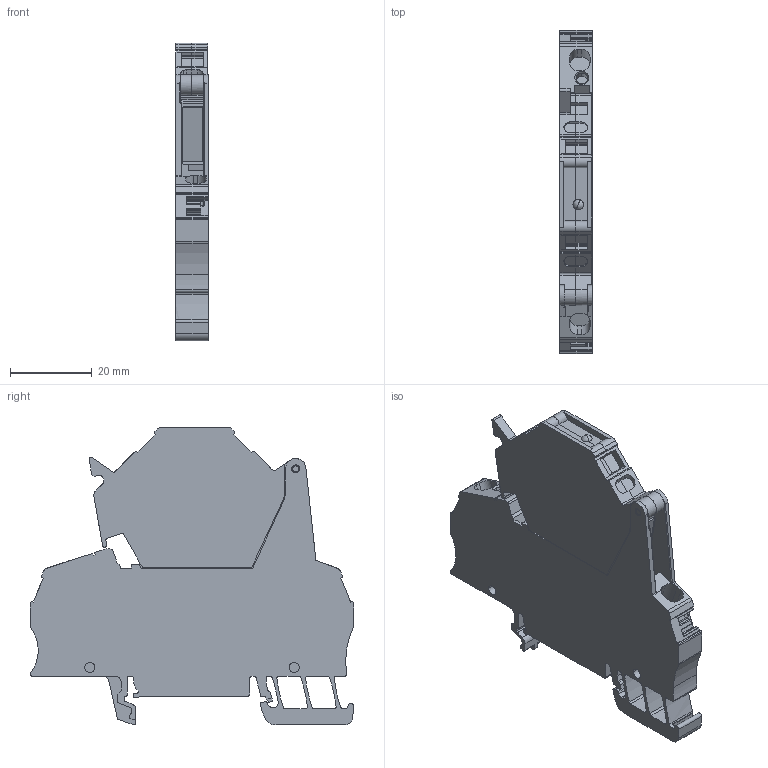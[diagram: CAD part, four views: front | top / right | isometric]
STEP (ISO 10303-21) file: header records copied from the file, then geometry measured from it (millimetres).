
FILE_DESCRIPTION(('CATIA V5R22 STEP214','CAx-IF Rec.Pracs.--- Model Styling and Organization---1.4--- 2014-01-23'),'2;1');
FILE_NAME ('090168-2_0', '2021-04-13T04:53:09+00:00', ('Weidmueller Interface'), ('Weidmueller'), 'CATIA Version 5-6 Release 2016 SP3 HF44', 'CATIA V5 STEP AP214', 'none');
FILE_SCHEMA(('AUTOMOTIVE_DESIGN { 1 0 10303 214 1 1 1 1 }'));
Length unit declared in the file: millimetre
Products named in the file (1): 33722_ZSI2.5_LD_AllCATPart
Bounding box: 7.9 x 79.05 x 72.85 mm (x, y, z)
Volume: 27652.6 mm3; surface area: 16897.5 mm2
Topology: 4 solids, 4 shells, 598 faces, 1754 edges, 1171 vertices
Faces by surface type: plane 374, cylinder 209, torus 6, bspline 4, sphere 3, cone 2
Entity records: 19621 total; most frequent: CARTESIAN_POINT 4100, ORIENTED_EDGE 3502, DIRECTION 2728, EDGE_CURVE 1751, VECTOR 1268, LINE 1268, VERTEX_POINT 1171, AXIS2_PLACEMENT_3D 938
